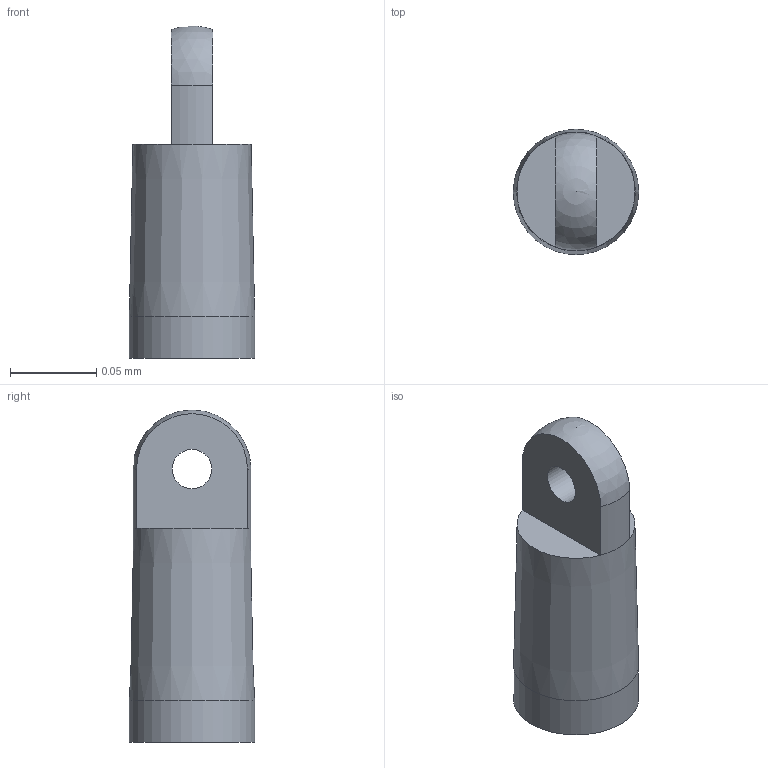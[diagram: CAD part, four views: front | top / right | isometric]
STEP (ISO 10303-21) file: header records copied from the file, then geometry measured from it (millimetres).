
FILE_DESCRIPTION(('Open CASCADE Model'),'2;1');
FILE_NAME('Open CASCADE Shape Model','2025-08-06T02:52:15',('Author'),( 'Open CASCADE'),'Open CASCADE STEP processor 7.7','Open CASCADE 7.7' ,'Unknown');
FILE_SCHEMA(('AUTOMOTIVE_DESIGN { 1 0 10303 214 1 1 1 1 }'));
Length unit declared in the file: millimetre
Products named in the file (1): Open CASCADE STEP translator 7.7 54
Bounding box: 0.07 x 0.07 x 0.19 mm (x, y, z)
Volume: 0 mm3; surface area: 0.1 mm2
Topology: 1 solids, 1 shells, 13 faces, 28 edges, 17 vertices
Faces by surface type: plane 6, cylinder 5, cone 1, sphere 1
Full cylindrical faces by diameter (mm): 0.023 x1, 0.052 x1, 0.073 x1
Entity records: 797 total; most frequent: CARTESIAN_POINT 208, DIRECTION 118, ORIENTED_EDGE 54, PCURVE 54, DEFINITIONAL_REPRESENTATION 54, LINE 47, VECTOR 47, AXIS2_PLACEMENT_3D 31
